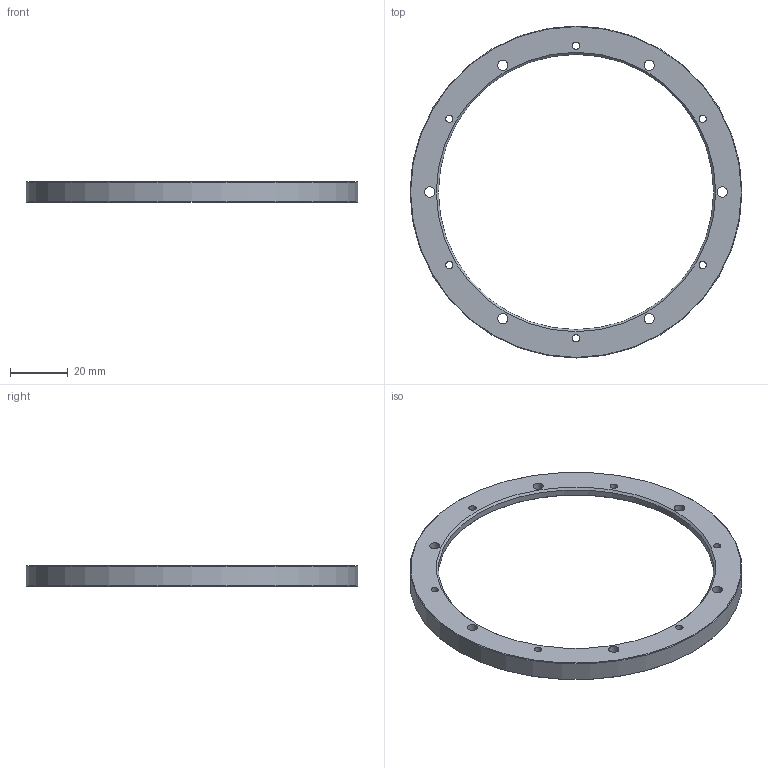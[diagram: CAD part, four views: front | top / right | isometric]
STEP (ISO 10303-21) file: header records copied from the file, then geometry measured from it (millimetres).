
FILE_DESCRIPTION(/* description */ (''),/* implementation_level */ '2;1');
FILE_NAME(/* name */ 'LA_9517_4837_01_A.stp',/* time_stamp */ '2010-09-01T09:38:31+01:00',/* author */ (''),/* organization */ (''),/* preprocessor_version */ 'ST-DEVELOPER v11',/* originating_system */ 'SIEMENS UGS NX 6.0',/* authorisation */ '');
FILE_SCHEMA (('AUTOMOTIVE_DESIGN { 1 0 10303 214 1 1 1 1 }'));
Length unit declared in the file: millimetre
Products named in the file (1): LA-9517-4837-01_A
Bounding box: 114.6 x 114.6 x 7 mm (x, y, z)
Volume: 12867.3 mm3; surface area: 10581.6 mm2
Topology: 1 solids, 1 shells, 24 faces, 71 edges, 50 vertices
Faces by surface type: cylinder 15, cone 5, plane 3, torus 1
Full cylindrical faces by diameter (mm): 2.5 x6, 3.55 x6, 95.02 x1, 108 x1, 114.6 x1
Entity records: 788 total; most frequent: DIRECTION 146, CARTESIAN_POINT 109, AXIS2_PLACEMENT_3D 73, FACE_BOUND 72, EDGE_LOOP 72, ORIENTED_EDGE 72, CIRCLE 48, VERTEX_POINT 36
